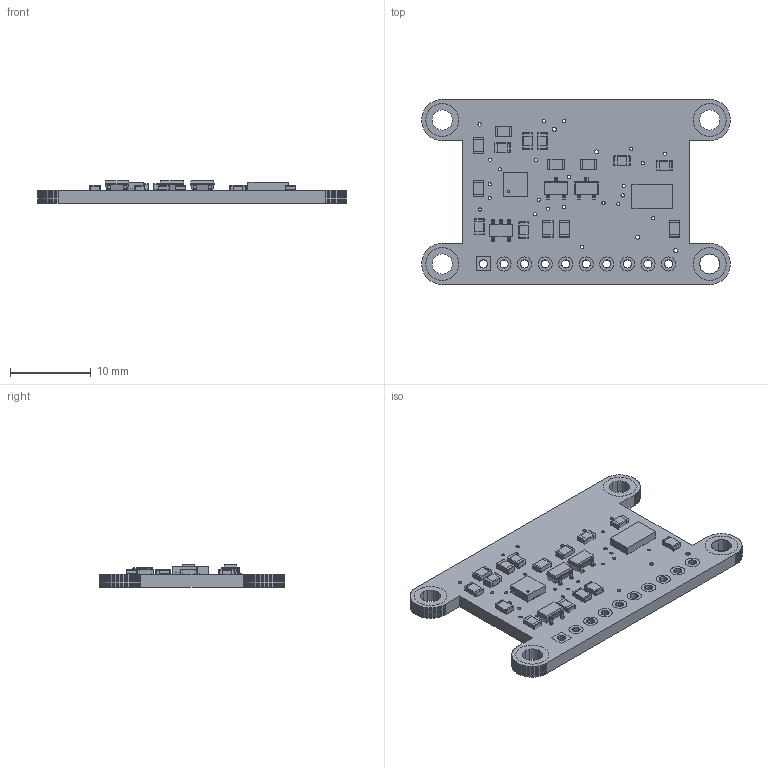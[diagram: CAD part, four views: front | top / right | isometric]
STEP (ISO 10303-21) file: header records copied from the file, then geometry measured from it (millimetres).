
FILE_DESCRIPTION(/* description */ (''),/* implementation_level */ '2;1');
FILE_NAME(/* name */ 'Adafruit_9DOF_stp.step',/* time_stamp */ '2021-07-08T08:33:41+02:00',/* author */ (''),/* organization */ (''),/* preprocessor_version */ 'ST-DEVELOPER v18.1',/* originating_system */ 'Autodesk Translation Framework v10.9.0.1377',/* authorisation */ '');
FILE_SCHEMA (('AUTOMOTIVE_DESIGN { 1 0 10303 214 3 1 1 }'));
Products named in the file (1): Adafruit_9DOF_stp
Bounding box: 38.1 x 22.86 x 2.8 mm (x, y, z)
Volume: 87.9 mm3; surface area: 2278.2 mm2
Topology: 51 solids, 194 shells, 1838 faces, 5778 edges, 4127 vertices
Faces by surface type: plane 1460, cylinder 322, sphere 56
Full cylindrical faces by diameter (mm): 0.4 x25, 0.5 x4, 1.746 x9, 4.06 x4
Entity records: 62989 total; most frequent: CARTESIAN_POINT 11744, DIRECTION 10208, ORIENTED_EDGE 9539, EDGE_CURVE 5778, LINE 5026, VECTOR 5026, VERTEX_POINT 4127, AXIS2_PLACEMENT_3D 2591
